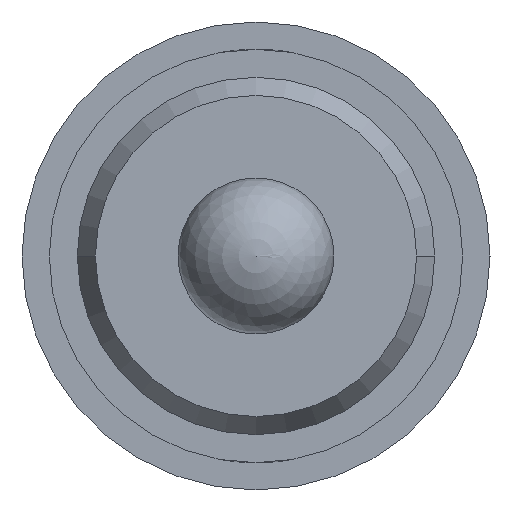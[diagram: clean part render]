
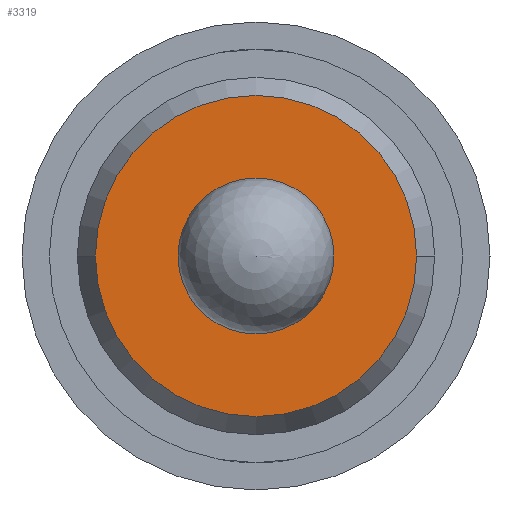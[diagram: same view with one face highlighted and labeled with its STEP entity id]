
A CAD part, front view. The second image highlights one B-rep face of the part: STEP entity #3319.
In plain terms, the highlighted planar face has unit normal (0, -1, 0).
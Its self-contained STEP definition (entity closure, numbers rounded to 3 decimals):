
#95 = CIRCLE ( 'NONE', #1381, 0.5 ) ;
#121 = VERTEX_POINT ( 'NONE', #3339 ) ;
#353 = AXIS2_PLACEMENT_3D ( 'NONE', #5052, #576, #3831 ) ;
#540 = CARTESIAN_POINT ( 'NONE',  ( 0., -28.6, 0. ) ) ;
#544 = CARTESIAN_POINT ( 'NONE',  ( 0., -28.6, 0.5 ) ) ;
#576 = DIRECTION ( 'NONE',  ( 0., -1., 0. ) ) ;
#783 = CARTESIAN_POINT ( 'NONE',  ( 0., -28.6, 0. ) ) ;
#864 = FACE_BOUND ( 'NONE', #3765, .T. ) ;
#962 = VERTEX_POINT ( 'NONE', #544 ) ;
#1078 = DIRECTION ( 'NONE',  ( 0., 1., 0. ) ) ;
#1095 = DIRECTION ( 'NONE',  ( 0., 0., -1. ) ) ;
#1201 = DIRECTION ( 'NONE',  ( 0., 1., 0. ) ) ;
#1224 = ORIENTED_EDGE ( 'NONE', *, *, #1836, .T. ) ;
#1264 = CIRCLE ( 'NONE', #3631, 1.03 ) ;
#1354 = EDGE_CURVE ( 'Defeature ausgef�hrt1_23+Defeature ausgef�hrt1_25+Defeature ausgef�hrt1_25+Defeature ausgef�hrt1_25', #2976, #121, #2145, .T. ) ;
#1381 = AXIS2_PLACEMENT_3D ( 'NONE', #4765, #1078, #1095 ) ;
#1520 = CARTESIAN_POINT ( 'NONE',  ( 1.03, -28.6, 0. ) ) ;
#1570 = DIRECTION ( 'NONE',  ( 0., -1., 0. ) ) ;
#1790 = PLANE ( 'NONE',  #353 ) ;
#1836 = EDGE_CURVE ( 'Defeature ausgef�hrt1_23+Defeature ausgef�hrt1_25+Defeature ausgef�hrt1_25+Defeature ausgef�hrt1_25', #121, #2976, #1264, .T. ) ;
#2015 = CARTESIAN_POINT ( 'NONE',  ( 0., -28.6, -0.5 ) ) ;
#2145 = CIRCLE ( 'NONE', #4552, 1.03 ) ;
#2735 = FACE_OUTER_BOUND ( 'NONE', #3539, .T. ) ;
#2765 = ORIENTED_EDGE ( 'NONE', *, *, #5043, .T. ) ;
#2780 = DIRECTION ( 'NONE',  ( 1., 0., 0. ) ) ;
#2811 = CARTESIAN_POINT ( 'NONE',  ( 0., -28.6, 0. ) ) ;
#2976 = VERTEX_POINT ( 'NONE', #1520 ) ;
#3319 = ADVANCED_FACE ( 'Defeature ausgef�hrt1_23', ( #864, #2735 ), #1790, .T. ) ;
#3339 = CARTESIAN_POINT ( 'NONE',  ( -1.03, -28.6, 0. ) ) ;
#3397 = DIRECTION ( 'NONE',  ( 1., 0., 0. ) ) ;
#3539 = EDGE_LOOP ( 'NONE', ( #1224, #4253 ) ) ;
#3631 = AXIS2_PLACEMENT_3D ( 'NONE', #540, #4568, #3397 ) ;
#3765 = EDGE_LOOP ( 'NONE', ( #4017, #2765 ) ) ;
#3813 = VERTEX_POINT ( 'NONE', #2015 ) ;
#3831 = DIRECTION ( 'NONE',  ( 1., 0., 0. ) ) ;
#3858 = CIRCLE ( 'NONE', #5093, 0.5 ) ;
#4017 = ORIENTED_EDGE ( 'NONE', *, *, #4381, .T. ) ;
#4032 = DIRECTION ( 'NONE',  ( 0., 0., -1. ) ) ;
#4253 = ORIENTED_EDGE ( 'NONE', *, *, #1354, .T. ) ;
#4381 = EDGE_CURVE ( 'Defeature ausgef�hrt1_23+Defeature ausgef�hrt1_27+Defeature ausgef�hrt1_27+Defeature ausgef�hrt1_27', #962, #3813, #95, .T. ) ;
#4552 = AXIS2_PLACEMENT_3D ( 'NONE', #2811, #1570, #2780 ) ;
#4568 = DIRECTION ( 'NONE',  ( 0., -1., 0. ) ) ;
#4765 = CARTESIAN_POINT ( 'NONE',  ( 0., -28.6, 0. ) ) ;
#5043 = EDGE_CURVE ( 'Defeature ausgef�hrt1_23+Defeature ausgef�hrt1_27+Defeature ausgef�hrt1_27+Defeature ausgef�hrt1_27', #3813, #962, #3858, .T. ) ;
#5052 = CARTESIAN_POINT ( 'NONE',  ( -1.145, -28.6, 0. ) ) ;
#5093 = AXIS2_PLACEMENT_3D ( 'NONE', #783, #1201, #4032 ) ;
